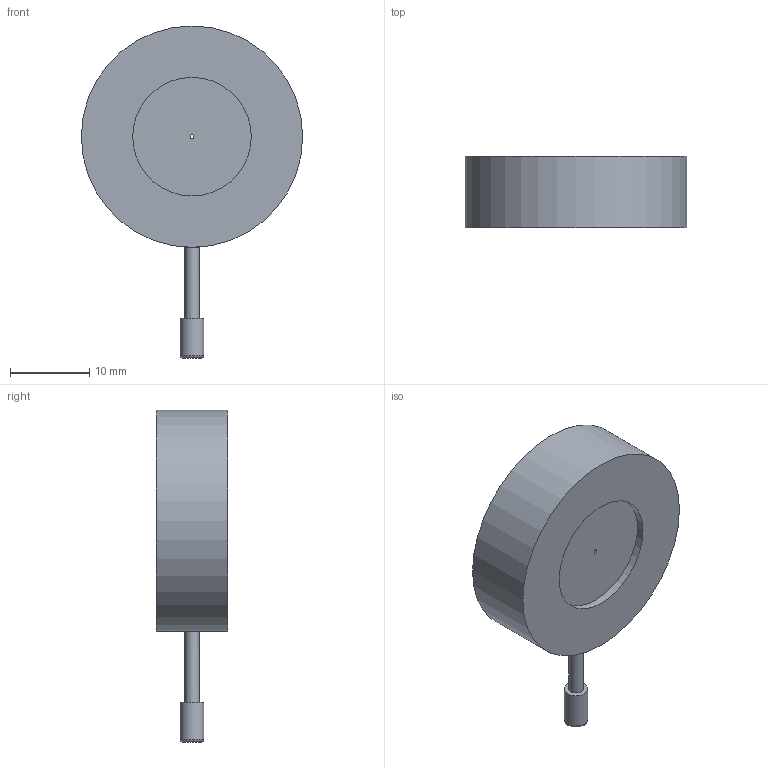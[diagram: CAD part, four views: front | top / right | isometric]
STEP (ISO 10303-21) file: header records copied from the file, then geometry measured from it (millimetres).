
FILE_DESCRIPTION (( 'STEP AP203' ), '1' );
FILE_NAME ('ID0515.STEP', '2024-03-14T03:04:07', ( '' ), ( '' ), 'SwSTEP 2.0', 'SolidWorks 2022', '' );
FILE_SCHEMA (( 'CONFIG_CONTROL_DESIGN' ));
Length unit declared in the file: millimetre
Products named in the file (1): ID0515
Bounding box: 28 x 9 x 42 mm (x, y, z)
Volume: 4186 mm3; surface area: 2507.2 mm2
Topology: 1 solids, 1 shells, 13 faces, 22 edges, 15 vertices
Faces by surface type: cylinder 6, plane 6, torus 1
Full cylindrical faces by diameter (mm): 0.5 x1, 1.8 x1, 3 x1, 15 x2, 28 x1
Entity records: 373 total; most frequent: CARTESIAN_POINT 71, DIRECTION 52, ORIENTED_EDGE 26, EDGE_LOOP 26, AXIS2_PLACEMENT_3D 26, FACE_OUTER_BOUND 20, EDGE_CURVE 13, VERTEX_POINT 13
